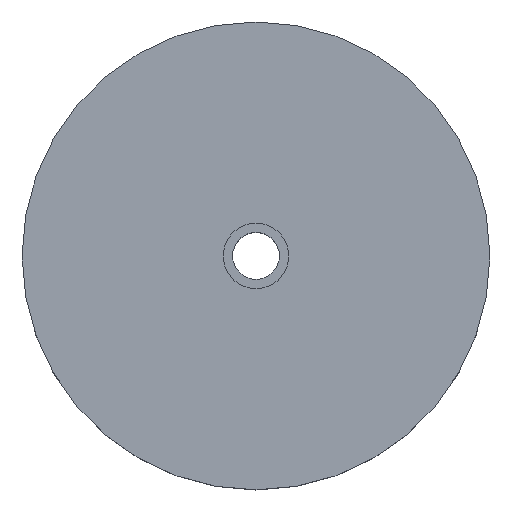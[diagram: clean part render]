
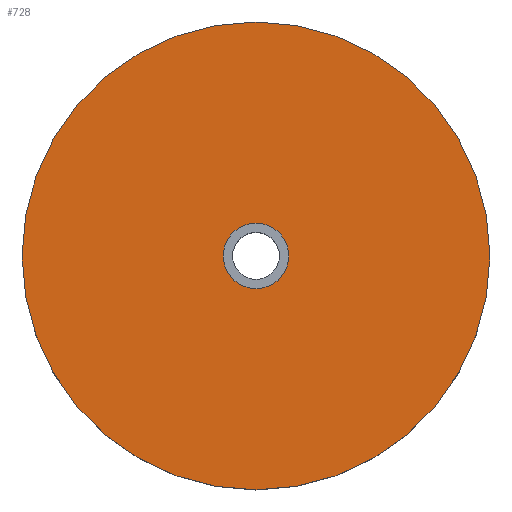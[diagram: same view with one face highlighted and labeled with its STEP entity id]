
A CAD part, top view. The second image highlights one B-rep face of the part: STEP entity #728.
In plain terms, the highlighted planar face has unit normal (0, 0, 1).
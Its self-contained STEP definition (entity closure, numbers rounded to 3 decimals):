
#3 = EDGE_CURVE ( 'NONE', #462, #259, #530, .T. ) ;
#35 = EDGE_LOOP ( 'NONE', ( #388, #581 ) ) ;
#37 = VERTEX_POINT ( 'NONE', #380 ) ;
#47 = ORIENTED_EDGE ( 'NONE', *, *, #3, .T. ) ;
#84 = AXIS2_PLACEMENT_3D ( 'NONE', #319, #219, #443 ) ;
#86 = CIRCLE ( 'NONE', #526, 7. ) ;
#145 = DIRECTION ( 'NONE',  ( 1., 0., 0. ) ) ;
#153 = DIRECTION ( 'NONE',  ( 1., 0., 0. ) ) ;
#203 = EDGE_CURVE ( 'NONE', #259, #462, #662, .T. ) ;
#219 = DIRECTION ( 'NONE',  ( 0., 0., 1. ) ) ;
#222 = CIRCLE ( 'NONE', #425, 7. ) ;
#259 = VERTEX_POINT ( 'NONE', #630 ) ;
#260 = CARTESIAN_POINT ( 'NONE',  ( 7., 0., 18. ) ) ;
#287 = DIRECTION ( 'NONE',  ( 0., 0., 1. ) ) ;
#319 = CARTESIAN_POINT ( 'NONE',  ( 0., 0., 18. ) ) ;
#380 = CARTESIAN_POINT ( 'NONE',  ( -7., 0., 18. ) ) ;
#388 = ORIENTED_EDGE ( 'NONE', *, *, #458, .F. ) ;
#410 = DIRECTION ( 'NONE',  ( 1., 0., 0. ) ) ;
#425 = AXIS2_PLACEMENT_3D ( 'NONE', #484, #536, #153 ) ;
#443 = DIRECTION ( 'NONE',  ( 1., 0., 0. ) ) ;
#454 = ORIENTED_EDGE ( 'NONE', *, *, #203, .T. ) ;
#457 = PLANE ( 'NONE',  #722 ) ;
#458 = EDGE_CURVE ( 'NONE', #501, #37, #86, .T. ) ;
#462 = VERTEX_POINT ( 'NONE', #646 ) ;
#478 = DIRECTION ( 'NONE',  ( 0., 0., 1. ) ) ;
#484 = CARTESIAN_POINT ( 'NONE',  ( 0., 0., 18. ) ) ;
#497 = AXIS2_PLACEMENT_3D ( 'NONE', #522, #580, #410 ) ;
#501 = VERTEX_POINT ( 'NONE', #260 ) ;
#522 = CARTESIAN_POINT ( 'NONE',  ( 0., 0., 18. ) ) ;
#526 = AXIS2_PLACEMENT_3D ( 'NONE', #529, #478, #145 ) ;
#528 = EDGE_CURVE ( 'NONE', #37, #501, #222, .T. ) ;
#529 = CARTESIAN_POINT ( 'NONE',  ( 0., 0., 18. ) ) ;
#530 = CIRCLE ( 'NONE', #84, 50. ) ;
#536 = DIRECTION ( 'NONE',  ( 0., 0., 1. ) ) ;
#567 = CARTESIAN_POINT ( 'NONE',  ( 0., 0., 18. ) ) ;
#580 = DIRECTION ( 'NONE',  ( 0., 0., 1. ) ) ;
#581 = ORIENTED_EDGE ( 'NONE', *, *, #528, .F. ) ;
#616 = FACE_OUTER_BOUND ( 'NONE', #635, .T. ) ;
#630 = CARTESIAN_POINT ( 'NONE',  ( -50., 0., 18. ) ) ;
#635 = EDGE_LOOP ( 'NONE', ( #454, #47 ) ) ;
#646 = CARTESIAN_POINT ( 'NONE',  ( 50., 0., 18. ) ) ;
#662 = CIRCLE ( 'NONE', #497, 50. ) ;
#681 = DIRECTION ( 'NONE',  ( 1., 0., 0. ) ) ;
#690 = FACE_BOUND ( 'NONE', #35, .T. ) ;
#722 = AXIS2_PLACEMENT_3D ( 'NONE', #567, #287, #681 ) ;
#728 = ADVANCED_FACE ( 'NONE', ( #690, #616 ), #457, .T. ) ;
